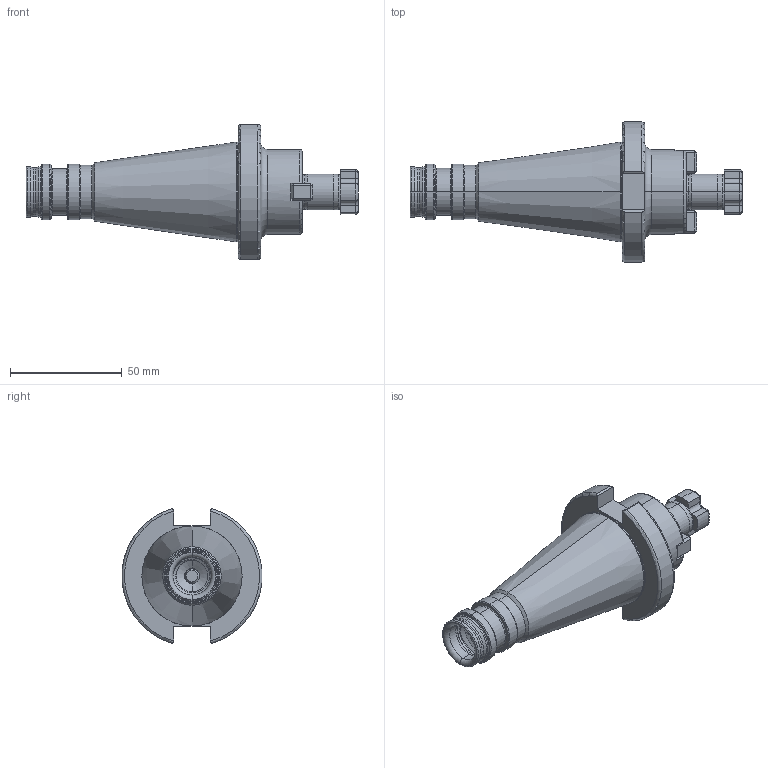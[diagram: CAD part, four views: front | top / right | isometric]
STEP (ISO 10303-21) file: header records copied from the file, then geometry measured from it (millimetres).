
FILE_DESCRIPTION (( 'STEP AP203' ), '1' );
FILE_NAME ('401.11.16.STEP', '2016-11-26T05:29:03', ( '' ), ( '' ), 'SwSTEP 2.0', 'SolidWorks 2012', '' );
FILE_SCHEMA (( 'CONFIG_CONTROL_DESIGN' ));
Length unit declared in the file: millimetre
Products named in the file (5): 401.11.16; 102.11.16_M3xP0.5-12L; 面銑刀墊塊16; 十字螺絲FMB16
Assembly tree (6 placements, depth 2):
  401.11.16
    401.11.16
    十字螺絲FMB16
    面銑刀墊塊16  x2
    102.11.16_M3xP0.5-12L  x2
Bounding box: 148.4 x 62.57 x 60.15 mm (x, y, z)
Volume: 114894 mm3; surface area: 29470 mm2
Topology: 6 solids, 6 shells, 568 faces, 1454 edges, 905 vertices
Faces by surface type: cylinder 293, plane 133, torus 64, cone 57, bspline 21
Entity records: 26246 total; most frequent: CARTESIAN_POINT 15785, ORIENTED_EDGE 2332, DIRECTION 1877, EDGE_CURVE 1166, VERTEX_POINT 729, AXIS2_PLACEMENT_3D 718, EDGE_LOOP 467, ADVANCED_FACE 454
